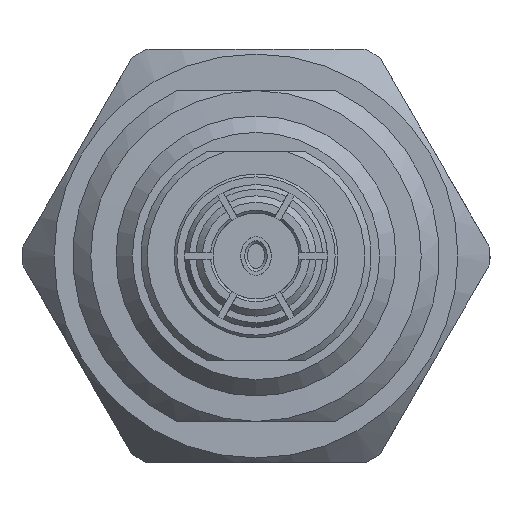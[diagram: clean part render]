
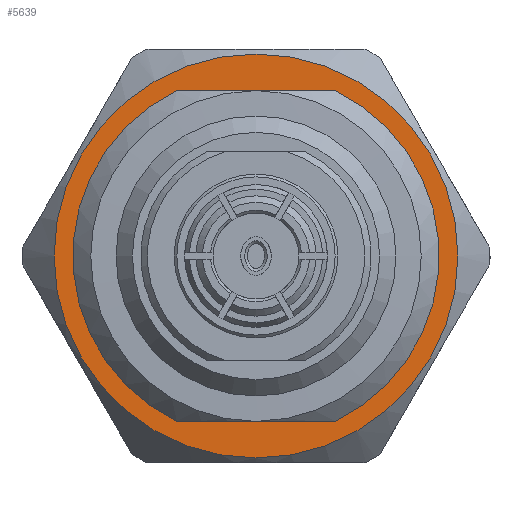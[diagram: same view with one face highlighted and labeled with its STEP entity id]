
A CAD part, left-side view. The second image highlights one B-rep face of the part: STEP entity #5639.
In plain terms, the highlighted planar face has unit normal (-1, 0, 0).
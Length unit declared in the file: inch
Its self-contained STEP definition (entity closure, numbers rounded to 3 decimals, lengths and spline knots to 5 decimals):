
#358 = DIRECTION ( 'NONE',  ( 1., 0., 0. ) ) ;
#731 = CARTESIAN_POINT ( 'NONE',  ( 0.424, 0.0764, 0.13232 ) ) ;
#915 = CIRCLE ( 'NONE', #3656, 0.15279 ) ;
#1163 = EDGE_LOOP ( 'NONE', ( #1326 ) ) ;
#1199 = DIRECTION ( 'NONE',  ( -1., 0., 0. ) ) ;
#1326 = ORIENTED_EDGE ( 'NONE', *, *, #3288, .F. ) ;
#1499 = EDGE_CURVE ( 'NONE', #3482, #3482, #2589, .T. ) ;
#1523 = ORIENTED_EDGE ( 'NONE', *, *, #1499, .T. ) ;
#2589 = CIRCLE ( 'NONE', #3613, 0.12375 ) ;
#2909 = CARTESIAN_POINT ( 'NONE',  ( 0.424, 0., 0. ) ) ;
#2944 = DIRECTION ( 'NONE',  ( 1., 0., 0. ) ) ;
#3288 = EDGE_CURVE ( 'NONE', #5643, #5643, #915, .T. ) ;
#3301 = AXIS2_PLACEMENT_3D ( 'NONE', #6573, #1199, #3377 ) ;
#3304 = FACE_BOUND ( 'NONE', #5139, .T. ) ;
#3377 = DIRECTION ( 'NONE',  ( 0., -0.5, -0.866 ) ) ;
#3482 = VERTEX_POINT ( 'NONE', #4060 ) ;
#3613 = AXIS2_PLACEMENT_3D ( 'NONE', #2909, #2944, #4010 ) ;
#3656 = AXIS2_PLACEMENT_3D ( 'NONE', #6478, #358, #5881 ) ;
#4010 = DIRECTION ( 'NONE',  ( 0., -1., 0. ) ) ;
#4060 = CARTESIAN_POINT ( 'NONE',  ( 0.424, -0.12375, 0. ) ) ;
#5139 = EDGE_LOOP ( 'NONE', ( #1523 ) ) ;
#5639 = ADVANCED_FACE ( 'NONE', ( #3304, #6000 ), #6149, .T. ) ;
#5643 = VERTEX_POINT ( 'NONE', #731 ) ;
#5881 = DIRECTION ( 'NONE',  ( 0., 0.5, 0.866 ) ) ;
#6000 = FACE_OUTER_BOUND ( 'NONE', #1163, .T. ) ;
#6149 = PLANE ( 'NONE',  #3301 ) ;
#6478 = CARTESIAN_POINT ( 'NONE',  ( 0.424, 0., 0. ) ) ;
#6573 = CARTESIAN_POINT ( 'NONE',  ( 0.424, 0., 0. ) ) ;
